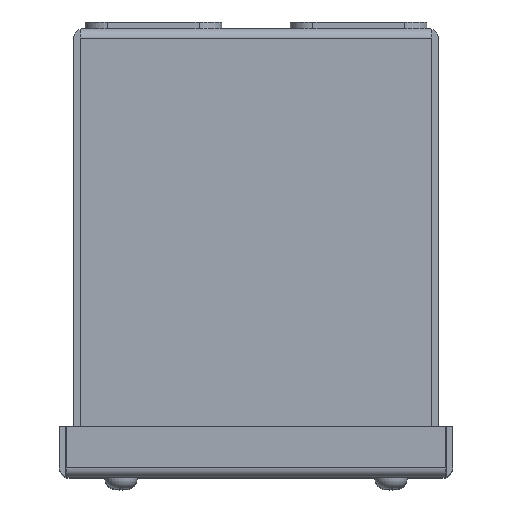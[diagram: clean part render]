
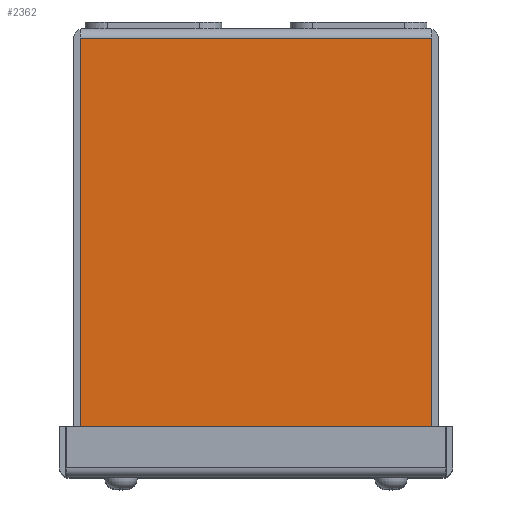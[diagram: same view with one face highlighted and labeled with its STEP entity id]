
A CAD part, top view. The second image highlights one B-rep face of the part: STEP entity #2362.
In plain terms, the highlighted planar face has unit normal (0, 0, 1).
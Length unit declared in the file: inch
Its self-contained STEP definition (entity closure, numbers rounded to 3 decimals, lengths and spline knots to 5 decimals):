
#1031 = VECTOR ( 'NONE', #17912, 39.37008 ) ;
#1634 = CARTESIAN_POINT ( 'NONE',  ( 1.92721, 39.37008, 3. ) ) ;
#1746 = ORIENTED_EDGE ( 'NONE', *, *, #5824, .F. ) ;
#1896 = VECTOR ( 'NONE', #4826, 39.37008 ) ;
#2322 = VERTEX_POINT ( 'NONE', #3222 ) ;
#2362 = ADVANCED_FACE ( 'NONE', ( #10405 ), #2987, .F. ) ;
#2573 = DIRECTION ( 'NONE',  ( -1., 0., 0. ) ) ;
#2987 = PLANE ( 'NONE',  #17915 ) ;
#3082 = VECTOR ( 'NONE', #15094, 39.37008 ) ;
#3222 = CARTESIAN_POINT ( 'NONE',  ( -1.92721, -0.108, 3. ) ) ;
#3830 = EDGE_LOOP ( 'NONE', ( #1746, #23187, #21815, #18283 ) ) ;
#4230 = CARTESIAN_POINT ( 'NONE',  ( -1.92721, -4.642, 3. ) ) ;
#4826 = DIRECTION ( 'NONE',  ( 1., 0., 0. ) ) ;
#5824 = EDGE_CURVE ( 'NONE', #7878, #17861, #13575, .T. ) ;
#6741 = EDGE_CURVE ( 'NONE', #7281, #7878, #15990, .T. ) ;
#6788 = VECTOR ( 'NONE', #2573, 39.37008 ) ;
#7281 = VERTEX_POINT ( 'NONE', #22189 ) ;
#7801 = LINE ( 'NONE', #20948, #3082 ) ;
#7878 = VERTEX_POINT ( 'NONE', #22903 ) ;
#8993 = EDGE_CURVE ( 'NONE', #2322, #7281, #14280, .T. ) ;
#10000 = CARTESIAN_POINT ( 'NONE',  ( 13.406, -4.642, 3. ) ) ;
#10405 = FACE_OUTER_BOUND ( 'NONE', #3830, .T. ) ;
#13575 = LINE ( 'NONE', #10000, #6788 ) ;
#14103 = DIRECTION ( 'NONE',  ( 0., 0., -1. ) ) ;
#14280 = LINE ( 'NONE', #21568, #1896 ) ;
#15094 = DIRECTION ( 'NONE',  ( 0., -1., 0. ) ) ;
#15990 = LINE ( 'NONE', #1634, #1031 ) ;
#17839 = EDGE_CURVE ( 'NONE', #2322, #17861, #7801, .T. ) ;
#17861 = VERTEX_POINT ( 'NONE', #4230 ) ;
#17912 = DIRECTION ( 'NONE',  ( 0., -1., 0. ) ) ;
#17915 = AXIS2_PLACEMENT_3D ( 'NONE', #18047, #14103, #17935 ) ;
#17935 = DIRECTION ( 'NONE',  ( -1., 0., 0. ) ) ;
#18047 = CARTESIAN_POINT ( 'NONE',  ( 13.406, 0., 3. ) ) ;
#18283 = ORIENTED_EDGE ( 'NONE', *, *, #17839, .T. ) ;
#20948 = CARTESIAN_POINT ( 'NONE',  ( -1.92721, 39.37008, 3. ) ) ;
#21568 = CARTESIAN_POINT ( 'NONE',  ( -1.892, -0.108, 3. ) ) ;
#21815 = ORIENTED_EDGE ( 'NONE', *, *, #8993, .F. ) ;
#22189 = CARTESIAN_POINT ( 'NONE',  ( 1.92721, -0.108, 3. ) ) ;
#22903 = CARTESIAN_POINT ( 'NONE',  ( 1.92721, -4.642, 3. ) ) ;
#23187 = ORIENTED_EDGE ( 'NONE', *, *, #6741, .F. ) ;
